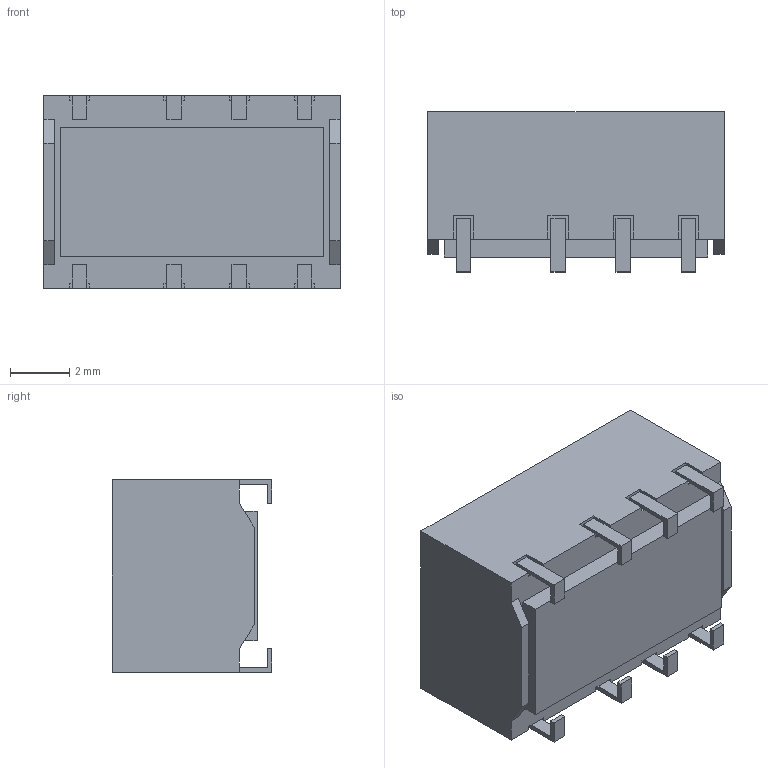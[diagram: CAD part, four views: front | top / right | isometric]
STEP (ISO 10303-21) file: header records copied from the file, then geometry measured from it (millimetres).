
FILE_DESCRIPTION(('FreeCAD Model'),'2;1');
FILE_NAME( 'Omron_G6K_2G_Y.step', '2021-02-24T09:46:32',('Author'),(''), 'Open CASCADE STEP processor 7.3','FreeCAD','Unknown');
FILE_SCHEMA(('AUTOMOTIVE_DESIGN { 1 0 10303 214 1 1 1 1 }'));
Length unit declared in the file: millimetre
Products named in the file (1): G6K_2G_Y
Bounding box: 10 x 5.4 x 6.5 mm (x, y, z)
Volume: 304.4 mm3; surface area: 320.5 mm2
Topology: 1 solids, 1 shells, 128 faces, 356 edges, 231 vertices
Faces by surface type: plane 121, cylinder 5, revolution 2
Entity records: 4914 total; most frequent: CARTESIAN_POINT 726, ORIENTED_EDGE 708, DIRECTION 624, EDGE_CURVE 354, LINE 340, VECTOR 340, VERTEX_POINT 231, AXIS2_PLACEMENT_3D 141
